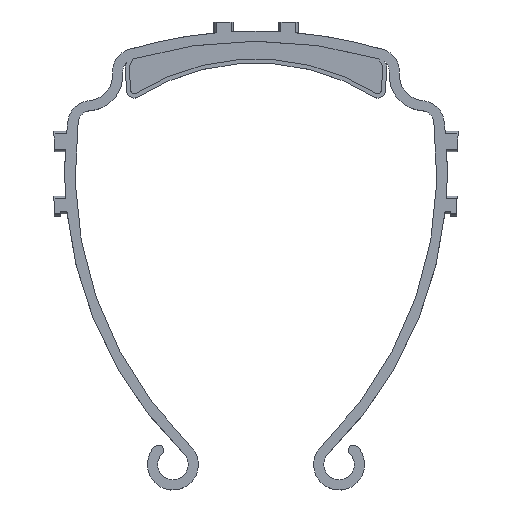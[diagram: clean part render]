
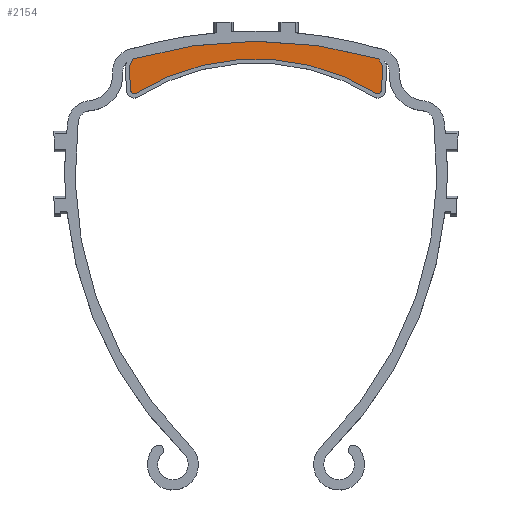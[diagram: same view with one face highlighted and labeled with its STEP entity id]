
A CAD part, top view. The second image highlights one B-rep face of the part: STEP entity #2154.
In plain terms, the highlighted planar face has unit normal (0, 0, 1).
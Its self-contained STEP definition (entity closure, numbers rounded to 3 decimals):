
#228=CIRCLE('',#2391,171.);
#229=CIRCLE('',#2392,1.9);
#230=CIRCLE('',#2393,1.4);
#231=CIRCLE('',#2394,1.);
#232=CIRCLE('',#2395,89.034);
#233=CIRCLE('',#2396,1.);
#234=CIRCLE('',#2397,1.4);
#235=CIRCLE('',#2398,1.9);
#294=FACE_OUTER_BOUND('',#423,.T.);
#423=EDGE_LOOP('',(#1629,#1630,#1631,#1632,#1633,#1634,#1635,#1636,#1637,
#1638,#1639,#1640,#1641));
#596=LINE('',#3713,#751);
#597=LINE('',#3715,#752);
#598=LINE('',#3719,#753);
#599=LINE('',#3731,#754);
#600=LINE('',#3734,#755);
#751=VECTOR('',#2857,10.);
#752=VECTOR('',#2858,10.);
#753=VECTOR('',#2861,10.);
#754=VECTOR('',#2872,10.);
#755=VECTOR('',#2875,10.);
#1013=VERTEX_POINT('',#3709);
#1014=VERTEX_POINT('',#3710);
#1015=VERTEX_POINT('',#3712);
#1016=VERTEX_POINT('',#3714);
#1017=VERTEX_POINT('',#3716);
#1018=VERTEX_POINT('',#3718);
#1019=VERTEX_POINT('',#3720);
#1020=VERTEX_POINT('',#3722);
#1021=VERTEX_POINT('',#3724);
#1022=VERTEX_POINT('',#3726);
#1023=VERTEX_POINT('',#3728);
#1024=VERTEX_POINT('',#3730);
#1025=VERTEX_POINT('',#3732);
#1248=EDGE_CURVE('',#1013,#1014,#228,.F.);
#1249=EDGE_CURVE('',#1013,#1015,#596,.T.);
#1250=EDGE_CURVE('',#1015,#1016,#597,.T.);
#1251=EDGE_CURVE('',#1016,#1017,#229,.T.);
#1252=EDGE_CURVE('',#1017,#1018,#598,.T.);
#1253=EDGE_CURVE('',#1018,#1019,#230,.T.);
#1254=EDGE_CURVE('',#1019,#1020,#231,.T.);
#1255=EDGE_CURVE('',#1020,#1021,#232,.T.);
#1256=EDGE_CURVE('',#1021,#1022,#233,.T.);
#1257=EDGE_CURVE('',#1022,#1023,#234,.T.);
#1258=EDGE_CURVE('',#1023,#1024,#599,.T.);
#1259=EDGE_CURVE('',#1024,#1025,#235,.T.);
#1260=EDGE_CURVE('',#1025,#1014,#600,.T.);
#1629=ORIENTED_EDGE('',*,*,#1248,.F.);
#1630=ORIENTED_EDGE('',*,*,#1249,.T.);
#1631=ORIENTED_EDGE('',*,*,#1250,.T.);
#1632=ORIENTED_EDGE('',*,*,#1251,.T.);
#1633=ORIENTED_EDGE('',*,*,#1252,.T.);
#1634=ORIENTED_EDGE('',*,*,#1253,.T.);
#1635=ORIENTED_EDGE('',*,*,#1254,.T.);
#1636=ORIENTED_EDGE('',*,*,#1255,.T.);
#1637=ORIENTED_EDGE('',*,*,#1256,.T.);
#1638=ORIENTED_EDGE('',*,*,#1257,.T.);
#1639=ORIENTED_EDGE('',*,*,#1258,.T.);
#1640=ORIENTED_EDGE('',*,*,#1259,.T.);
#1641=ORIENTED_EDGE('',*,*,#1260,.T.);
#2108=PLANE('',#2390);
#2154=ADVANCED_FACE('',(#294),#2108,.F.);
#2390=AXIS2_PLACEMENT_3D('',#3708,#2853,#2854);
#2391=AXIS2_PLACEMENT_3D('',#3711,#2855,#2856);
#2392=AXIS2_PLACEMENT_3D('',#3717,#2859,#2860);
#2393=AXIS2_PLACEMENT_3D('',#3721,#2862,#2863);
#2394=AXIS2_PLACEMENT_3D('',#3723,#2864,#2865);
#2395=AXIS2_PLACEMENT_3D('',#3725,#2866,#2867);
#2396=AXIS2_PLACEMENT_3D('',#3727,#2868,#2869);
#2397=AXIS2_PLACEMENT_3D('',#3729,#2870,#2871);
#2398=AXIS2_PLACEMENT_3D('',#3733,#2873,#2874);
#2853=DIRECTION('center_axis',(0.,0.,-1.));
#2854=DIRECTION('ref_axis',(1.,0.,0.));
#2855=DIRECTION('center_axis',(0.,0.,1.));
#2856=DIRECTION('ref_axis',(-1.,0.,0.));
#2857=DIRECTION('',(-0.408,-0.913,0.));
#2858=DIRECTION('',(-0.414,-0.91,0.));
#2859=DIRECTION('center_axis',(0.,0.,1.));
#2860=DIRECTION('ref_axis',(-0.91,0.414,0.));
#2861=DIRECTION('',(0.077,-0.997,0.));
#2862=DIRECTION('center_axis',(0.,0.,1.));
#2863=DIRECTION('ref_axis',(-0.997,-0.077,0.));
#2864=DIRECTION('center_axis',(0.,0.,1.));
#2865=DIRECTION('ref_axis',(0.177,-0.984,0.));
#2866=DIRECTION('center_axis',(0.,0.,-1.));
#2867=DIRECTION('ref_axis',(0.536,0.844,0.));
#2868=DIRECTION('center_axis',(0.,0.,1.));
#2869=DIRECTION('ref_axis',(-0.177,-0.984,0.));
#2870=DIRECTION('center_axis',(0.,0.,1.));
#2871=DIRECTION('ref_axis',(-0.285,-0.959,0.));
#2872=DIRECTION('',(0.077,0.997,0.));
#2873=DIRECTION('center_axis',(0.,0.,1.));
#2874=DIRECTION('ref_axis',(0.997,-0.077,0.));
#2875=DIRECTION('',(-0.479,0.878,0.));
#3708=CARTESIAN_POINT('Origin',(0.,15.247,1.));
#3709=CARTESIAN_POINT('',(-48.411,19.004,1.));
#3710=CARTESIAN_POINT('',(48.104,19.095,1.));
#3711=CARTESIAN_POINT('Origin',(0.,-145.,1.));
#3712=CARTESIAN_POINT('',(-49.402,16.785,1.));
#3713=CARTESIAN_POINT('',(-45.582,25.339,1.));
#3714=CARTESIAN_POINT('',(-49.625,16.293,1.));
#3715=CARTESIAN_POINT('',(-45.572,25.208,1.));
#3716=CARTESIAN_POINT('',(-49.79,15.359,1.));
#3717=CARTESIAN_POINT('Origin',(-47.896,15.506,1.));
#3718=CARTESIAN_POINT('',(-49.11,6.585,1.));
#3719=CARTESIAN_POINT('',(-49.297,8.997,1.));
#3720=CARTESIAN_POINT('',(-47.996,5.322,1.));
#3721=CARTESIAN_POINT('Origin',(-47.714,6.693,1.));
#3722=CARTESIAN_POINT('',(-47.264,5.454,1.));
#3723=CARTESIAN_POINT('Origin',(-47.795,6.301,1.));
#3724=CARTESIAN_POINT('',(47.264,5.454,1.));
#3725=CARTESIAN_POINT('Origin',(0.,-70.,1.));
#3726=CARTESIAN_POINT('',(47.996,5.322,1.));
#3727=CARTESIAN_POINT('Origin',(47.795,6.301,1.));
#3728=CARTESIAN_POINT('',(49.11,6.585,1.));
#3729=CARTESIAN_POINT('Origin',(47.714,6.693,1.));
#3730=CARTESIAN_POINT('',(49.79,15.359,1.));
#3731=CARTESIAN_POINT('',(49.637,13.384,1.));
#3732=CARTESIAN_POINT('',(49.564,16.416,1.));
#3733=CARTESIAN_POINT('Origin',(47.896,15.506,1.));
#3734=CARTESIAN_POINT('',(43.334,27.843,1.));
